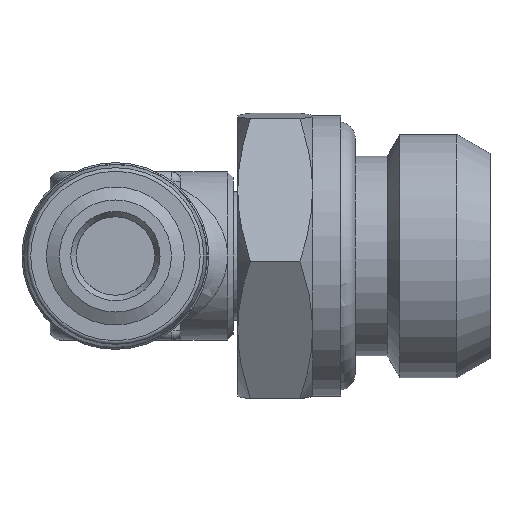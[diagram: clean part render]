
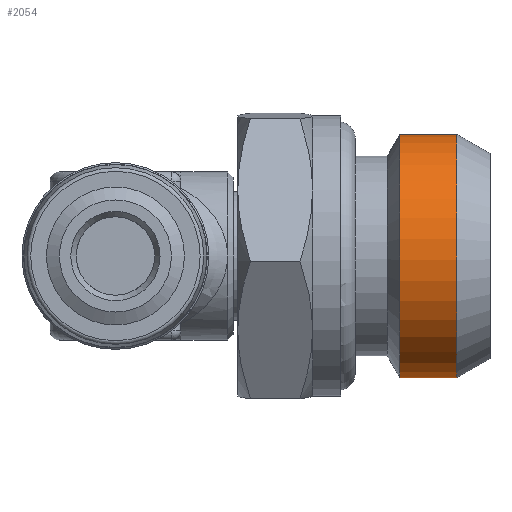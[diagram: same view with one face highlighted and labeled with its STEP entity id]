
A CAD part, left-side view. The second image highlights one B-rep face of the part: STEP entity #2054.
In plain terms, the highlighted cylindrical face has radius 6.52 mm (diameter 13.04 mm), a full revolution.
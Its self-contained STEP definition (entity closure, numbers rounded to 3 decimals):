
#316=CYLINDRICAL_SURFACE('',#2219,6.52);
#356=FACE_BOUND('',#581,.T.);
#427=FACE_OUTER_BOUND('',#580,.T.);
#580=EDGE_LOOP('',(#1379));
#581=EDGE_LOOP('',(#1380));
#797=CIRCLE('',#2218,6.52);
#798=CIRCLE('',#2220,6.52);
#927=VERTEX_POINT('',#3111);
#928=VERTEX_POINT('',#3114);
#1111=EDGE_CURVE('',#927,#927,#797,.T.);
#1112=EDGE_CURVE('',#928,#928,#798,.T.);
#1379=ORIENTED_EDGE('',*,*,#1112,.T.);
#1380=ORIENTED_EDGE('',*,*,#1111,.F.);
#2054=ADVANCED_FACE('',(#427,#356),#316,.T.);
#2218=AXIS2_PLACEMENT_3D('',#3112,#2514,#2515);
#2219=AXIS2_PLACEMENT_3D('',#3113,#2516,#2517);
#2220=AXIS2_PLACEMENT_3D('',#3115,#2518,#2519);
#2514=DIRECTION('center_axis',(0.,-1.,0.));
#2515=DIRECTION('ref_axis',(0.033,0.,-0.999));
#2516=DIRECTION('center_axis',(0.,-1.,0.));
#2517=DIRECTION('ref_axis',(0.033,0.,-0.999));
#2518=DIRECTION('center_axis',(0.,-1.,0.));
#2519=DIRECTION('ref_axis',(0.033,0.,-0.999));
#3111=CARTESIAN_POINT('',(-0.216,-2.583,6.516));
#3112=CARTESIAN_POINT('Origin',(0.,-2.583,0.));
#3113=CARTESIAN_POINT('Origin',(0.,-4.35,0.));
#3114=CARTESIAN_POINT('',(0.216,0.475,-6.516));
#3115=CARTESIAN_POINT('Origin',(0.,0.475,0.));
